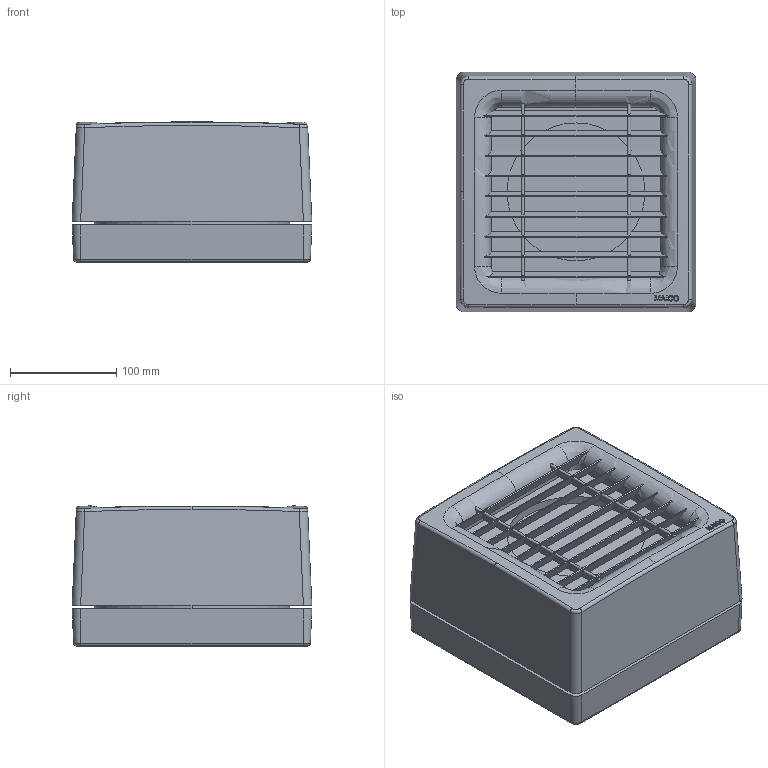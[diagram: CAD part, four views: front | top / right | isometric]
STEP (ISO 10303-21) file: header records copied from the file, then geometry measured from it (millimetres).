
FILE_DESCRIPTION (( 'STEP AP214' ), '1' );
FILE_NAME ('EVN 15.STEP', '2017-03-09T17:32:31', ( 'CADnetwork' ), ( '' ), 'SwSTEP 2.0', 'SolidWorks 2012', '' );
FILE_SCHEMA (( 'AUTOMOTIVE_DESIGN' ));
Length unit declared in the file: millimetre
Products named in the file (1): EVN 15
Bounding box: 226 x 226 x 132.17 mm (x, y, z)
Volume: 5543973.6 mm3; surface area: 319019.6 mm2
Topology: 1 solids, 1 shells, 275 faces, 818 edges, 521 vertices
Faces by surface type: plane 125, cylinder 90, bspline 36, torus 15, sphere 9
Entity records: 12724 total; most frequent: CARTESIAN_POINT 6071, ORIENTED_EDGE 1592, DIRECTION 1119, EDGE_CURVE 796, VERTEX_POINT 510, AXIS2_PLACEMENT_3D 383, LINE 353, VECTOR 353
